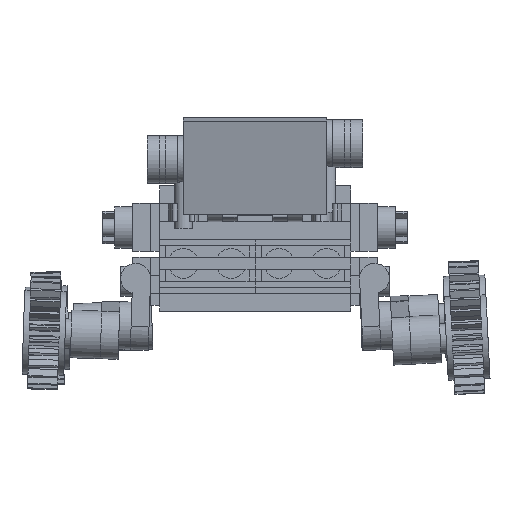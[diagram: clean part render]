
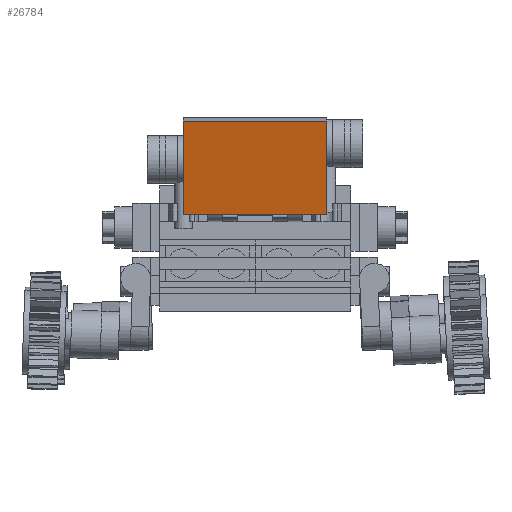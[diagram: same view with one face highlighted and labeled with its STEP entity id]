
A CAD part, front view. The second image highlights one B-rep face of the part: STEP entity #26784.
In plain terms, the highlighted face is planar.
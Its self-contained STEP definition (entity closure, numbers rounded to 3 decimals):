
#1197=PLANE('',#29181);
#2420=FACE_OUTER_BOUND('',#4234,.T.);
#4234=EDGE_LOOP('',(#18836,#18837,#18838,#18839));
#6548=LINE('',#41276,#8951);
#6551=LINE('',#41282,#8954);
#6554=LINE('',#41288,#8957);
#6557=LINE('',#41292,#8960);
#8951=VECTOR('',#32439,10.);
#8954=VECTOR('',#32444,10.);
#8957=VECTOR('',#32449,10.);
#8960=VECTOR('',#32454,10.);
#12625=VERTEX_POINT('',#41273);
#12626=VERTEX_POINT('',#41275);
#12628=VERTEX_POINT('',#41281);
#12630=VERTEX_POINT('',#41287);
#15097=EDGE_CURVE('',#12626,#12625,#6548,.T.);
#15100=EDGE_CURVE('',#12628,#12626,#6551,.T.);
#15103=EDGE_CURVE('',#12630,#12628,#6554,.T.);
#15106=EDGE_CURVE('',#12625,#12630,#6557,.T.);
#18836=ORIENTED_EDGE('',*,*,#15106,.T.);
#18837=ORIENTED_EDGE('',*,*,#15103,.T.);
#18838=ORIENTED_EDGE('',*,*,#15100,.T.);
#18839=ORIENTED_EDGE('',*,*,#15097,.T.);
#26784=ADVANCED_FACE('',(#2420),#1197,.T.);
#29181=AXIS2_PLACEMENT_3D('',#41293,#32455,#32456);
#32439=DIRECTION('',(0.,1.,0.));
#32444=DIRECTION('',(1.,0.,0.));
#32449=DIRECTION('',(0.,-1.,0.));
#32454=DIRECTION('',(-1.,0.,0.));
#32455=DIRECTION('center_axis',(0.,0.,1.));
#32456=DIRECTION('ref_axis',(1.,0.,0.));
#41273=CARTESIAN_POINT('',(12.,8.,3.));
#41275=CARTESIAN_POINT('',(12.,-8.,3.));
#41276=CARTESIAN_POINT('',(12.,8.,3.));
#41281=CARTESIAN_POINT('',(-12.,-8.,3.));
#41282=CARTESIAN_POINT('',(12.,-8.,3.));
#41287=CARTESIAN_POINT('',(-12.,8.,3.));
#41288=CARTESIAN_POINT('',(-12.,-8.,3.));
#41292=CARTESIAN_POINT('',(-12.,8.,3.));
#41293=CARTESIAN_POINT('Origin',(0.,0.,3.));
